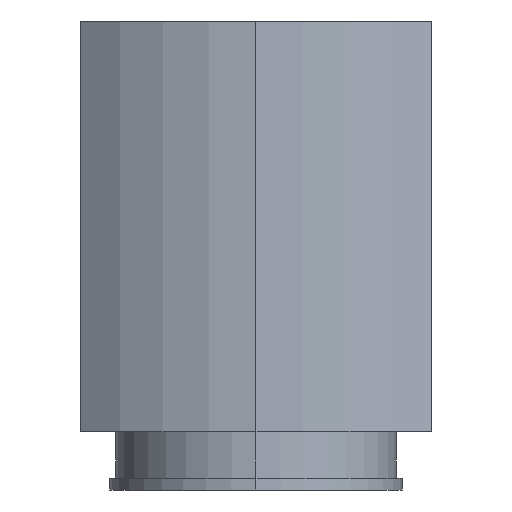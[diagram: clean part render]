
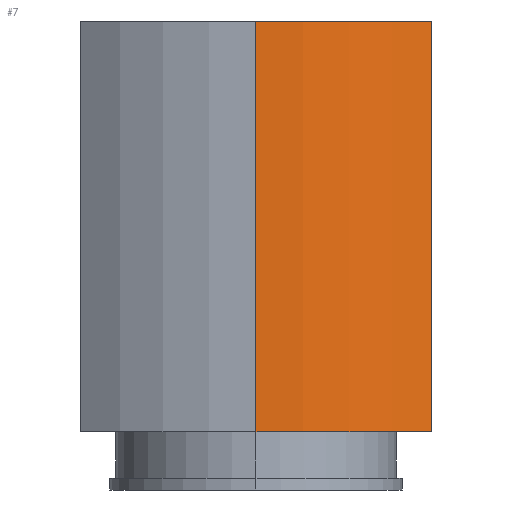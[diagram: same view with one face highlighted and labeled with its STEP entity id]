
A CAD part, left-side view. The second image highlights one B-rep face of the part: STEP entity #7.
In plain terms, the highlighted cylindrical face has radius 24 mm (diameter 48 mm), a partial arc.
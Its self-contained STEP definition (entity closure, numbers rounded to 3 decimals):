
#6 = DIRECTION ( 'NONE',  ( -1., 0., 0. ) ) ;
#7 = ADVANCED_FACE ( 'NONE', ( #2392 ), #2259, .T. ) ;
#39 = CARTESIAN_POINT ( 'NONE',  ( -4.036, -1.276, 68. ) ) ;
#41 = VERTEX_POINT ( 'NONE', #247 ) ;
#113 = DIRECTION ( 'NONE',  ( 0., 0., -1. ) ) ;
#247 = CARTESIAN_POINT ( 'NONE',  ( -28.036, -1.276, 68. ) ) ;
#336 = DIRECTION ( 'NONE',  ( 0., 0., -1. ) ) ;
#358 = VERTEX_POINT ( 'NONE', #3478 ) ;
#587 = ORIENTED_EDGE ( 'NONE', *, *, #1816, .T. ) ;
#610 = CARTESIAN_POINT ( 'NONE',  ( -4.036, -1.276, 68. ) ) ;
#721 = CIRCLE ( 'NONE', #2859, 24. ) ;
#722 = AXIS2_PLACEMENT_3D ( 'NONE', #610, #336, #6 ) ;
#872 = LINE ( 'NONE', #1220, #3287 ) ;
#930 = VERTEX_POINT ( 'NONE', #1909 ) ;
#964 = ORIENTED_EDGE ( 'NONE', *, *, #1653, .F. ) ;
#1176 = DIRECTION ( 'NONE',  ( 0., 0., -1. ) ) ;
#1209 = EDGE_CURVE ( 'NONE', #358, #2719, #872, .T. ) ;
#1220 = CARTESIAN_POINT ( 'NONE',  ( -22.771, -16.276, 68. ) ) ;
#1653 = EDGE_CURVE ( 'NONE', #41, #358, #721, .T. ) ;
#1758 = VECTOR ( 'NONE', #2994, 1000. ) ;
#1816 = EDGE_CURVE ( 'NONE', #41, #930, #3053, .T. ) ;
#1884 = CIRCLE ( 'NONE', #2863, 24. ) ;
#1909 = CARTESIAN_POINT ( 'NONE',  ( -28.036, -1.276, 33. ) ) ;
#2022 = ORIENTED_EDGE ( 'NONE', *, *, #2223, .F. ) ;
#2223 = EDGE_CURVE ( 'NONE', #2719, #930, #1884, .T. ) ;
#2259 = CYLINDRICAL_SURFACE ( 'NONE', #722, 24. ) ;
#2392 = FACE_OUTER_BOUND ( 'NONE', #2653, .T. ) ;
#2415 = CARTESIAN_POINT ( 'NONE',  ( -4.036, -1.276, 33. ) ) ;
#2484 = ORIENTED_EDGE ( 'NONE', *, *, #1209, .F. ) ;
#2653 = EDGE_LOOP ( 'NONE', ( #964, #587, #2022, #2484 ) ) ;
#2719 = VERTEX_POINT ( 'NONE', #2872 ) ;
#2859 = AXIS2_PLACEMENT_3D ( 'NONE', #39, #3188, #3784 ) ;
#2863 = AXIS2_PLACEMENT_3D ( 'NONE', #2415, #113, #3007 ) ;
#2872 = CARTESIAN_POINT ( 'NONE',  ( -22.771, -16.276, 33. ) ) ;
#2994 = DIRECTION ( 'NONE',  ( 0., 0., -1. ) ) ;
#3007 = DIRECTION ( 'NONE',  ( -1., 0., 0. ) ) ;
#3053 = LINE ( 'NONE', #3262, #1758 ) ;
#3188 = DIRECTION ( 'NONE',  ( 0., 0., 1. ) ) ;
#3262 = CARTESIAN_POINT ( 'NONE',  ( -28.036, -1.276, 68. ) ) ;
#3287 = VECTOR ( 'NONE', #1176, 1000. ) ;
#3478 = CARTESIAN_POINT ( 'NONE',  ( -22.771, -16.276, 68. ) ) ;
#3784 = DIRECTION ( 'NONE',  ( 1., 0., 0. ) ) ;
